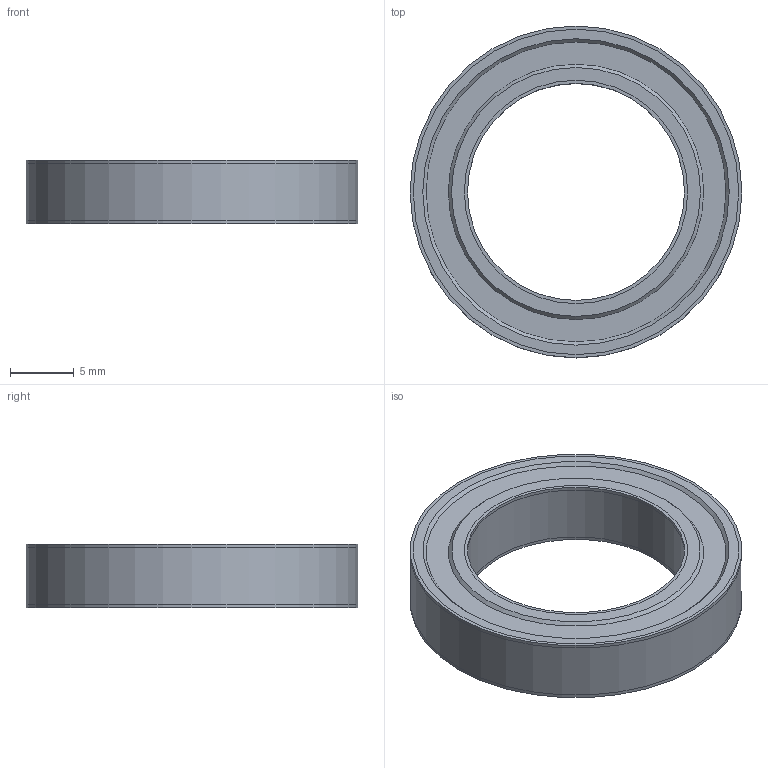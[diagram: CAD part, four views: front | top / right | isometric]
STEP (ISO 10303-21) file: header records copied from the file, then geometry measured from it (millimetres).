
FILE_DESCRIPTION(('FreeCAD Model'),'2;1');
FILE_NAME('Open CASCADE Shape Model','2024-06-16T12:13:00',(''),(''), 'Open CASCADE STEP processor 7.6','FreeCAD','Unknown');
FILE_SCHEMA(('AUTOMOTIVE_DESIGN { 1 0 10303 214 1 1 1 1 }'));
Length unit declared in the file: millimetre
Products named in the file (3): _803_2RS_Ball_Bearing; Revolution; Chamfer
Assembly tree (2 placements, depth 2):
  _803_2RS_Ball_Bearing
    Revolution
    Chamfer
Bounding box: 26 x 26 x 5 mm (x, y, z)
Volume: 2894.4 mm3; surface area: 2583.7 mm2
Topology: 2 solids, 2 shells, 28 faces, 44 edges, 28 vertices
Faces by surface type: plane 12, cone 12, cylinder 4
Full cylindrical faces by diameter (mm): 17 x2, 26 x2
Entity records: 733 total; most frequent: DIRECTION 134, CARTESIAN_POINT 103, ORIENTED_EDGE 88, AXIS2_PLACEMENT_3D 59, EDGE_CURVE 44, FACE_BOUND 40, EDGE_LOOP 40, ADVANCED_FACE 28
